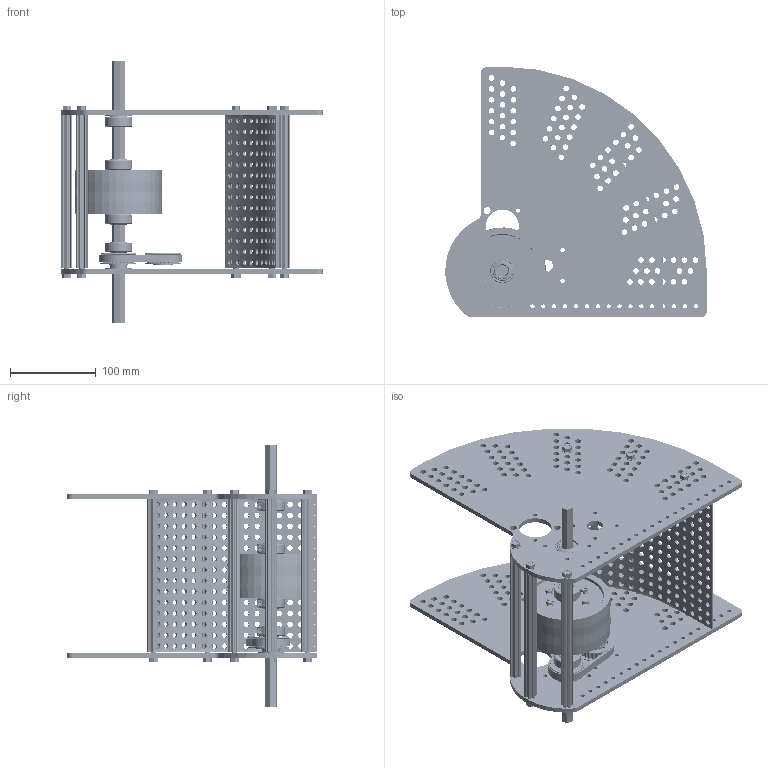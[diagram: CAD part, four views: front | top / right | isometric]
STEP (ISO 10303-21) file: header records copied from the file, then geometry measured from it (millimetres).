
FILE_DESCRIPTION (( 'STEP AP214' ), '1' );
FILE_NAME ('am-5780 Launcher in a Box.STEP', '2026-01-09T20:41:59', ( '' ), ( '' ), 'SwSTEP 2.0', 'SolidWorks 2024', '' );
FILE_SCHEMA (( 'AUTOMOTIVE_DESIGN' ));
Length unit declared in the file: inch
Products named in the file (18): 500Hex Collar Clamp Body; am-5780 Launcher in a Box; am-2986 FR8ZZ Hex Bearing; am-1526 500Hex Collar Clamp; am-3948-125 500H x 125IN Spacer; 4in Wheel Intergreated Hub 500 HEX; 4in Tread; am-5779 Launcher in a Box Side Plate; am-1310 FHTS 0.25-20-0.75_FHTS 0.25-20-G-0.75-C; am-3403 24 tooth HTD pulley half 500hex; Stealth Wheel FlyWheel; am-5796 Launcher in a Box Hood Plate Example; 10-32x0500_shcs_HX-SHCS 0.19-32x1.375x1-C; am-1123 10-24 Hex Washer Rolling x 3-4_93882A213; am-5209_45T 45T 5mm HTD 9mm Wide Belt; 4inWheel 500 Hex; 7IN Churro; am-2291 0.5IN AL Hex Shaft
Assembly tree (54 placements, depth 3):
  am-5780 Launcher in a Box
    am-5779 Launcher in a Box Side Plate  x2
    7IN Churro  x6
    am-1310 FHTS 0.25-20-0.75_FHTS 0.25-20-G-0.75-C  x12
    am-2291 0.5IN AL Hex Shaft
    4inWheel 500 Hex  x2
      4in Wheel Intergreated Hub 500 HEX
      4in Tread
    am-3403 24 tooth HTD pulley half 500hex  x4
    am-5209_45T 45T 5mm HTD 9mm Wide Belt
    Stealth Wheel FlyWheel  x2
    am-1123 10-24 Hex Washer Rolling x 3-4_93882A213  x12
    am-2986 FR8ZZ Hex Bearing  x2
    am-1526 500Hex Collar Clamp  x4
      500Hex Collar Clamp Body
      10-32x0500_shcs_HX-SHCS 0.19-32x1.375x1-C
    am-3948-125 500H x 125IN Spacer
    am-5796 Launcher in a Box Hood Plate Example
Bounding box: 304.8 x 292.1 x 304.8 mm (x, y, z)
Volume: 1285781 mm3; surface area: 653855.4 mm2
Topology: 60 solids, 60 shells, 9846 faces, 25432 edges, 15718 vertices
Faces by surface type: cylinder 4060, torus 2216, bspline 1480, plane 1334, cone 580, sphere 176
Entity records: 126859 total; most frequent: CARTESIAN_POINT 54528, ORIENTED_EDGE 15322, DIRECTION 14634, EDGE_CURVE 7661, AXIS2_PLACEMENT_3D 6152, VERTEX_POINT 4762, EDGE_LOOP 3763, CIRCLE 3473
